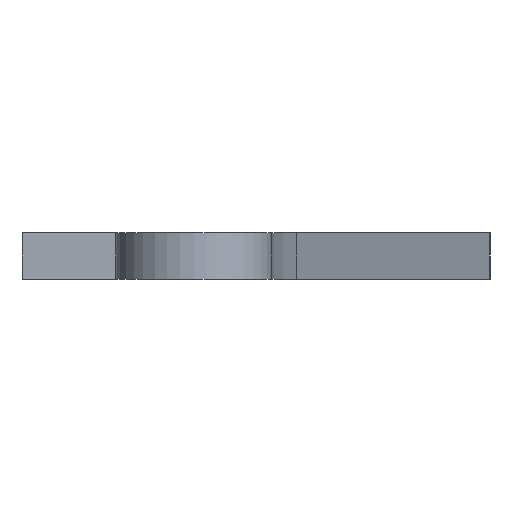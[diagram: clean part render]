
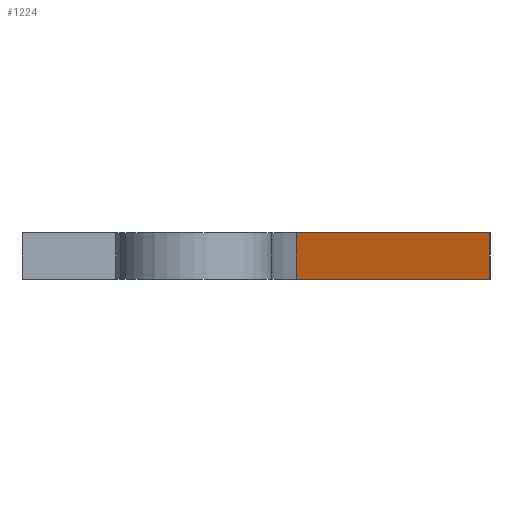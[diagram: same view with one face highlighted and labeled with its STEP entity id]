
A CAD part, left-side view. The second image highlights one B-rep face of the part: STEP entity #1224.
In plain terms, the highlighted planar face has unit normal (-0.388, -0.922, 0).
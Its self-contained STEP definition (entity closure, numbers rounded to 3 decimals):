
#760=CARTESIAN_POINT('Vertex',(-76.,0.,0.)) ;
#763=CARTESIAN_POINT('Line Origine',(-90.764,6.216,0.)) ;
#767=CARTESIAN_POINT('Vertex',(-105.528,12.433,0.)) ;
#1007=CARTESIAN_POINT('Vertex',(-105.528,12.433,3.)) ;
#1010=CARTESIAN_POINT('Line Origine',(-90.764,6.216,3.)) ;
#1014=CARTESIAN_POINT('Vertex',(-76.,0.,3.)) ;
#1196=CARTESIAN_POINT('Line Origine',(-76.,0.,1.5)) ;
#1208=CARTESIAN_POINT('Axis2P3D Location',(-76.,0.,0.)) ;
#1213=CARTESIAN_POINT('Line Origine',(-105.528,12.433,1.5)) ;
#765=VECTOR('Line Direction',#764,1.) ;
#1012=VECTOR('Line Direction',#1011,1.) ;
#1198=VECTOR('Line Direction',#1197,1.) ;
#1215=VECTOR('Line Direction',#1214,1.) ;
#764=DIRECTION('Vector Direction',(-0.922,0.388,0.)) ;
#1011=DIRECTION('Vector Direction',(-0.922,0.388,0.)) ;
#1197=DIRECTION('Vector Direction',(0.,0.,1.)) ;
#1209=DIRECTION('Axis2P3D Direction',(0.388,0.922,-0.)) ;
#1210=DIRECTION('Axis2P3D XDirection',(-0.922,0.388,0.)) ;
#1214=DIRECTION('Vector Direction',(0.,0.,1.)) ;
#1211=AXIS2_PLACEMENT_3D('Plane Axis2P3D',#1208,#1209,#1210) ;
#766=LINE('Line',#763,#765) ;
#1013=LINE('Line',#1010,#1012) ;
#1199=LINE('Line',#1196,#1198) ;
#1216=LINE('Line',#1213,#1215) ;
#1212=PLANE('',#1211) ;
#769=EDGE_CURVE('',#761,#768,#766,.T.) ;
#1016=EDGE_CURVE('',#1015,#1008,#1013,.T.) ;
#1200=EDGE_CURVE('',#761,#1015,#1199,.T.) ;
#1217=EDGE_CURVE('',#768,#1008,#1216,.T.) ;
#1219=ORIENTED_EDGE('',*,*,#1016,.T.) ;
#1220=ORIENTED_EDGE('',*,*,#1217,.F.) ;
#1221=ORIENTED_EDGE('',*,*,#769,.F.) ;
#1222=ORIENTED_EDGE('',*,*,#1200,.T.) ;
#1218=EDGE_LOOP('',(#1219,#1220,#1221,#1222)) ;
#761=VERTEX_POINT('',#760) ;
#768=VERTEX_POINT('',#767) ;
#1008=VERTEX_POINT('',#1007) ;
#1015=VERTEX_POINT('',#1014) ;
#1224=ADVANCED_FACE('PartBody',(#1223),#1212,.F.) ;
#1223=FACE_OUTER_BOUND('',#1218,.T.) ;
